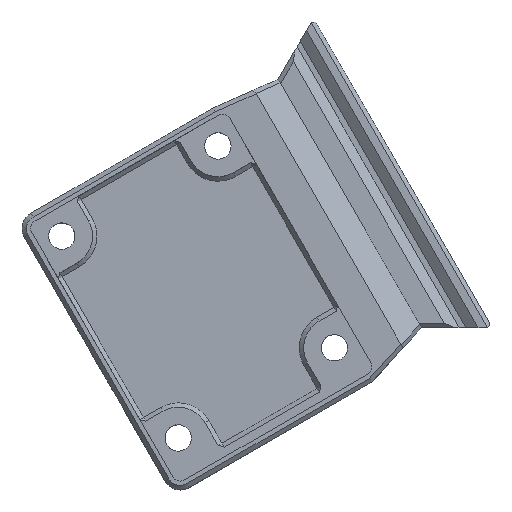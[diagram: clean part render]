
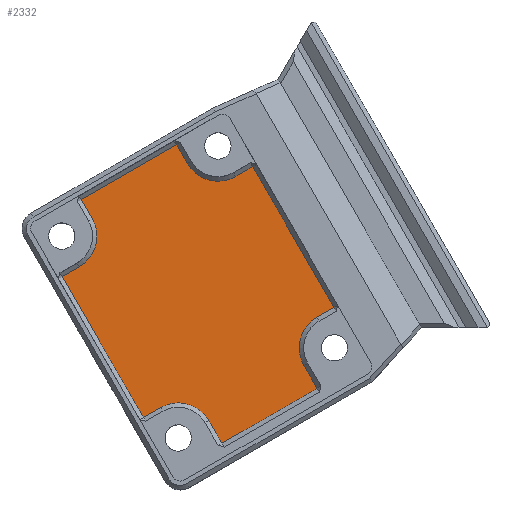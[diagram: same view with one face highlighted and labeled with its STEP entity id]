
A CAD part, top view. The second image highlights one B-rep face of the part: STEP entity #2332.
In plain terms, the highlighted planar face has unit normal (0, 0, 1).
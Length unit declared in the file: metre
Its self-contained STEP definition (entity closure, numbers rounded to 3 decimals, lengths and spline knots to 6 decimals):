
#46=CIRCLE('',#2492,0.004);
#47=CIRCLE('',#2493,0.004);
#48=CIRCLE('',#2494,0.004);
#49=CIRCLE('',#2495,0.004);
#149=ORIENTED_EDGE('',*,*,#823,.T.);
#150=ORIENTED_EDGE('',*,*,#824,.T.);
#151=ORIENTED_EDGE('',*,*,#825,.T.);
#152=ORIENTED_EDGE('',*,*,#826,.T.);
#153=ORIENTED_EDGE('',*,*,#827,.T.);
#154=ORIENTED_EDGE('',*,*,#828,.T.);
#155=ORIENTED_EDGE('',*,*,#829,.T.);
#156=ORIENTED_EDGE('',*,*,#830,.T.);
#157=ORIENTED_EDGE('',*,*,#831,.T.);
#158=ORIENTED_EDGE('',*,*,#832,.T.);
#159=ORIENTED_EDGE('',*,*,#833,.T.);
#160=ORIENTED_EDGE('',*,*,#834,.T.);
#161=ORIENTED_EDGE('',*,*,#835,.T.);
#162=ORIENTED_EDGE('',*,*,#836,.T.);
#163=ORIENTED_EDGE('',*,*,#837,.T.);
#164=ORIENTED_EDGE('',*,*,#838,.T.);
#823=EDGE_CURVE('',#1156,#1157,#46,.T.);
#824=EDGE_CURVE('',#1157,#1158,#1366,.T.);
#825=EDGE_CURVE('',#1158,#1159,#1367,.T.);
#826=EDGE_CURVE('',#1159,#1160,#1368,.T.);
#827=EDGE_CURVE('',#1160,#1161,#47,.T.);
#828=EDGE_CURVE('',#1161,#1162,#1369,.T.);
#829=EDGE_CURVE('',#1162,#1163,#1370,.T.);
#830=EDGE_CURVE('',#1163,#1164,#1371,.T.);
#831=EDGE_CURVE('',#1164,#1165,#48,.T.);
#832=EDGE_CURVE('',#1165,#1166,#1372,.T.);
#833=EDGE_CURVE('',#1166,#1167,#1373,.T.);
#834=EDGE_CURVE('',#1167,#1168,#1374,.T.);
#835=EDGE_CURVE('',#1168,#1169,#49,.T.);
#836=EDGE_CURVE('',#1169,#1170,#1375,.T.);
#837=EDGE_CURVE('',#1170,#1171,#1376,.T.);
#838=EDGE_CURVE('',#1171,#1156,#1377,.T.);
#1156=VERTEX_POINT('',#3399);
#1157=VERTEX_POINT('',#3400);
#1158=VERTEX_POINT('',#3402);
#1159=VERTEX_POINT('',#3404);
#1160=VERTEX_POINT('',#3406);
#1161=VERTEX_POINT('',#3408);
#1162=VERTEX_POINT('',#3410);
#1163=VERTEX_POINT('',#3412);
#1164=VERTEX_POINT('',#3414);
#1165=VERTEX_POINT('',#3416);
#1166=VERTEX_POINT('',#3418);
#1167=VERTEX_POINT('',#3420);
#1168=VERTEX_POINT('',#3422);
#1169=VERTEX_POINT('',#3424);
#1170=VERTEX_POINT('',#3426);
#1171=VERTEX_POINT('',#3428);
#1366=LINE('',#3401,#1659);
#1367=LINE('',#3403,#1660);
#1368=LINE('',#3405,#1661);
#1369=LINE('',#3409,#1662);
#1370=LINE('',#3411,#1663);
#1371=LINE('',#3413,#1664);
#1372=LINE('',#3417,#1665);
#1373=LINE('',#3419,#1666);
#1374=LINE('',#3421,#1667);
#1375=LINE('',#3425,#1668);
#1376=LINE('',#3427,#1669);
#1377=LINE('',#3429,#1670);
#1659=VECTOR('',#2733,1.);
#1660=VECTOR('',#2734,1.);
#1661=VECTOR('',#2735,1.);
#1662=VECTOR('',#2738,1.);
#1663=VECTOR('',#2739,1.);
#1664=VECTOR('',#2740,1.);
#1665=VECTOR('',#2743,1.);
#1666=VECTOR('',#2744,1.);
#1667=VECTOR('',#2745,1.);
#1668=VECTOR('',#2748,1.);
#1669=VECTOR('',#2749,1.);
#1670=VECTOR('',#2750,1.);
#1921=EDGE_LOOP('',(#149,#150,#151,#152,#153,#154,#155,#156,#157,#158,#159,
#160,#161,#162,#163,#164));
#2074=FACE_BOUND('',#1921,.T.);
#2220=PLANE('',#2491);
#2332=ADVANCED_FACE('',(#2074),#2220,.F.);
#2491=AXIS2_PLACEMENT_3D('',#3397,#2729,#2730);
#2492=AXIS2_PLACEMENT_3D('',#3398,#2731,#2732);
#2493=AXIS2_PLACEMENT_3D('',#3407,#2736,#2737);
#2494=AXIS2_PLACEMENT_3D('',#3415,#2741,#2742);
#2495=AXIS2_PLACEMENT_3D('',#3423,#2746,#2747);
#2729=DIRECTION('',(0.,0.,-1.));
#2730=DIRECTION('',(1.,0.,0.));
#2731=DIRECTION('',(0.,0.,-1.));
#2732=DIRECTION('',(-1.,0.,0.));
#2733=DIRECTION('',(-0.866,-0.5,0.));
#2734=DIRECTION('',(0.5,-0.866,0.));
#2735=DIRECTION('',(0.866,0.5,0.));
#2736=DIRECTION('',(0.,0.,-1.));
#2737=DIRECTION('',(-1.,0.,0.));
#2738=DIRECTION('',(0.5,-0.866,0.));
#2739=DIRECTION('',(0.866,0.5,0.));
#2740=DIRECTION('',(-0.5,0.866,0.));
#2741=DIRECTION('',(0.,0.,-1.));
#2742=DIRECTION('',(-1.,0.,0.));
#2743=DIRECTION('',(0.866,0.5,0.));
#2744=DIRECTION('',(-0.5,0.866,0.));
#2745=DIRECTION('',(-0.866,-0.5,0.));
#2746=DIRECTION('',(0.,0.,-1.));
#2747=DIRECTION('',(-1.,0.,0.));
#2748=DIRECTION('',(-0.5,0.866,0.));
#2749=DIRECTION('',(-0.866,-0.5,0.));
#2750=DIRECTION('',(0.5,-0.866,0.));
#3397=CARTESIAN_POINT('',(-0.087404,-0.059293,0.005405));
#3398=CARTESIAN_POINT('',(-0.103281,-0.052294,0.005405));
#3399=CARTESIAN_POINT('',(-0.099816,-0.050294,0.005405));
#3400=CARTESIAN_POINT('',(-0.101281,-0.055758,0.005405));
#3401=CARTESIAN_POINT('',(-0.103662,-0.057133,0.005405));
#3402=CARTESIAN_POINT('',(-0.103229,-0.056883,0.005405));
#3403=CARTESIAN_POINT('',(-0.098229,-0.065543,0.005405));
#3404=CARTESIAN_POINT('',(-0.093979,-0.072904,0.005405));
#3405=CARTESIAN_POINT('',(-0.083154,-0.066654,0.005405));
#3406=CARTESIAN_POINT('',(-0.092031,-0.071779,0.005405));
#3407=CARTESIAN_POINT('',(-0.090031,-0.075243,0.005405));
#3408=CARTESIAN_POINT('',(-0.086566,-0.073243,0.005405));
#3409=CARTESIAN_POINT('',(-0.084816,-0.076274,0.005405));
#3410=CARTESIAN_POINT('',(-0.085066,-0.075841,0.005405));
#3411=CARTESIAN_POINT('',(-0.079654,-0.072716,0.005405));
#3412=CARTESIAN_POINT('',(-0.074241,-0.069591,0.005405));
#3413=CARTESIAN_POINT('',(-0.081991,-0.056168,0.005405));
#3414=CARTESIAN_POINT('',(-0.075741,-0.066993,0.005405));
#3415=CARTESIAN_POINT('',(-0.072277,-0.064993,0.005405));
#3416=CARTESIAN_POINT('',(-0.074277,-0.061529,0.005405));
#3417=CARTESIAN_POINT('',(-0.071895,-0.060154,0.005405));
#3418=CARTESIAN_POINT('',(-0.072328,-0.060404,0.005405));
#3419=CARTESIAN_POINT('',(-0.076578,-0.053043,0.005405));
#3420=CARTESIAN_POINT('',(-0.081578,-0.044383,0.005405));
#3421=CARTESIAN_POINT('',(-0.092404,-0.050633,0.005405));
#3422=CARTESIAN_POINT('',(-0.083527,-0.045508,0.005405));
#3423=CARTESIAN_POINT('',(-0.085527,-0.042044,0.005405));
#3424=CARTESIAN_POINT('',(-0.088991,-0.044044,0.005405));
#3425=CARTESIAN_POINT('',(-0.090491,-0.041446,0.005405));
#3426=CARTESIAN_POINT('',(-0.090241,-0.041879,0.005405));
#3427=CARTESIAN_POINT('',(-0.095654,-0.045004,0.005405));
#3428=CARTESIAN_POINT('',(-0.101066,-0.048129,0.005405));
#3429=CARTESIAN_POINT('',(-0.092816,-0.062418,0.005405));
